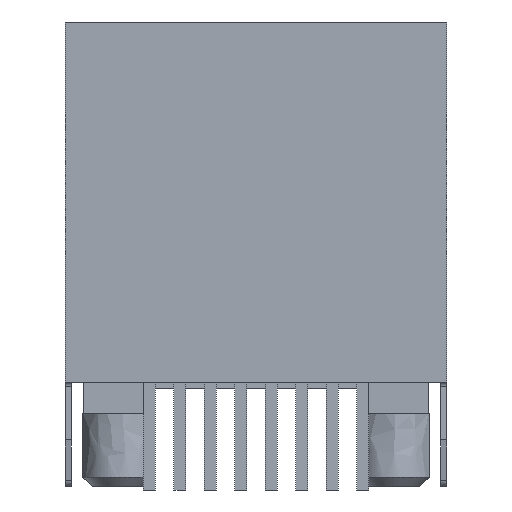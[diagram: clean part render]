
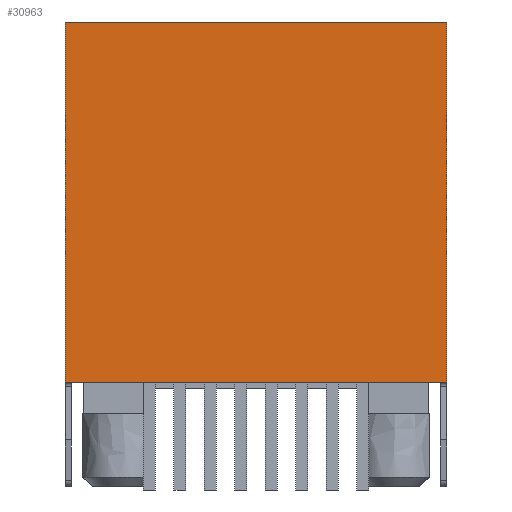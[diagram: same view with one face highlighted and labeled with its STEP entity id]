
A CAD part, front view. The second image highlights one B-rep face of the part: STEP entity #30963.
In plain terms, the highlighted planar face has unit normal (0, -1, 0).
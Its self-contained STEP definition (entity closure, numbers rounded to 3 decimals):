
#22166 = PLANE('',#22167);
#22167 = AXIS2_PLACEMENT_3D('',#22168,#22169,#22170);
#22168 = CARTESIAN_POINT('',(-0.385,-2.985,-14.75));
#22169 = DIRECTION('',(0.,0.,1.));
#22170 = DIRECTION('',(0.936,0.353,0.));
#22313 = VERTEX_POINT('',#22314);
#22314 = CARTESIAN_POINT('',(7.565,-5.985,-14.75));
#22328 = PLANE('',#22329);
#22329 = AXIS2_PLACEMENT_3D('',#22330,#22331,#22332);
#22330 = CARTESIAN_POINT('',(7.565,0.665,-9.425));
#22331 = DIRECTION('',(1.,0.,0.));
#22332 = DIRECTION('',(0.,0.566,-0.824));
#22340 = EDGE_CURVE('',#22313,#22341,#22343,.T.);
#22341 = VERTEX_POINT('',#22342);
#22342 = CARTESIAN_POINT('',(-8.335,-5.985,-14.75));
#22343 = SURFACE_CURVE('',#22344,(#22348,#22355),.PCURVE_S1.);
#22344 = LINE('',#22345,#22346);
#22345 = CARTESIAN_POINT('',(7.565,-5.985,-14.75));
#22346 = VECTOR('',#22347,1.);
#22347 = DIRECTION('',(-1.,0.,0.));
#22348 = PCURVE('',#22166,#22349);
#22349 = DEFINITIONAL_REPRESENTATION('',(#22350),#22354);
#22350 = LINE('',#22351,#22352);
#22351 = CARTESIAN_POINT('',(6.379,-5.614));
#22352 = VECTOR('',#22353,1.);
#22353 = DIRECTION('',(-0.936,0.353));
#22354 = ( GEOMETRIC_REPRESENTATION_CONTEXT(2) 
PARAMETRIC_REPRESENTATION_CONTEXT() REPRESENTATION_CONTEXT('2D SPACE',''
  ) );
#22355 = PCURVE('',#22356,#22361);
#22356 = PLANE('',#22357);
#22357 = AXIS2_PLACEMENT_3D('',#22358,#22359,#22360);
#22358 = CARTESIAN_POINT('',(-0.385,-5.985,-7.25));
#22359 = DIRECTION('',(0.,-1.,0.));
#22360 = DIRECTION('',(0.727,0.,-0.686));
#22361 = DEFINITIONAL_REPRESENTATION('',(#22362),#22366);
#22362 = LINE('',#22363,#22364);
#22363 = CARTESIAN_POINT('',(10.929,0.));
#22364 = VECTOR('',#22365,1.);
#22365 = DIRECTION('',(-0.727,-0.686));
#22366 = ( GEOMETRIC_REPRESENTATION_CONTEXT(2) 
PARAMETRIC_REPRESENTATION_CONTEXT() REPRESENTATION_CONTEXT('2D SPACE',''
  ) );
#22382 = PLANE('',#22383);
#22383 = AXIS2_PLACEMENT_3D('',#22384,#22385,#22386);
#22384 = CARTESIAN_POINT('',(-8.335,0.665,-9.425));
#22385 = DIRECTION('',(-1.,0.,0.));
#22386 = DIRECTION('',(0.,0.566,0.824));
#22792 = EDGE_CURVE('',#22793,#22341,#22795,.T.);
#22793 = VERTEX_POINT('',#22794);
#22794 = CARTESIAN_POINT('',(-8.335,-5.985,0.25));
#22795 = SURFACE_CURVE('',#22796,(#22800,#22807),.PCURVE_S1.);
#22796 = LINE('',#22797,#22798);
#22797 = CARTESIAN_POINT('',(-8.335,-5.985,0.25));
#22798 = VECTOR('',#22799,1.);
#22799 = DIRECTION('',(0.,0.,-1.));
#22800 = PCURVE('',#22382,#22801);
#22801 = DEFINITIONAL_REPRESENTATION('',(#22802),#22806);
#22802 = LINE('',#22803,#22804);
#22803 = CARTESIAN_POINT('',(4.206,-10.961));
#22804 = VECTOR('',#22805,1.);
#22805 = DIRECTION('',(-0.824,0.566));
#22806 = ( GEOMETRIC_REPRESENTATION_CONTEXT(2) 
PARAMETRIC_REPRESENTATION_CONTEXT() REPRESENTATION_CONTEXT('2D SPACE',''
  ) );
#22807 = PCURVE('',#22356,#22808);
#22808 = DEFINITIONAL_REPRESENTATION('',(#22809),#22813);
#22809 = LINE('',#22810,#22811);
#22810 = CARTESIAN_POINT('',(-10.929,0.));
#22811 = VECTOR('',#22812,1.);
#22812 = DIRECTION('',(0.686,-0.727));
#22813 = ( GEOMETRIC_REPRESENTATION_CONTEXT(2) 
PARAMETRIC_REPRESENTATION_CONTEXT() REPRESENTATION_CONTEXT('2D SPACE',''
  ) );
#22831 = PLANE('',#22832);
#22832 = AXIS2_PLACEMENT_3D('',#22833,#22834,#22835);
#22833 = CARTESIAN_POINT('',(-0.385,0.665,0.25));
#22834 = DIRECTION('',(0.,0.,1.));
#22835 = DIRECTION('',(0.767,0.642,0.));
#25123 = EDGE_CURVE('',#25124,#22793,#25126,.T.);
#25124 = VERTEX_POINT('',#25125);
#25125 = CARTESIAN_POINT('',(7.565,-5.985,0.25));
#25126 = SURFACE_CURVE('',#25127,(#25131,#25138),.PCURVE_S1.);
#25127 = LINE('',#25128,#25129);
#25128 = CARTESIAN_POINT('',(7.565,-5.985,0.25));
#25129 = VECTOR('',#25130,1.);
#25130 = DIRECTION('',(-1.,0.,0.));
#25131 = PCURVE('',#22831,#25132);
#25132 = DEFINITIONAL_REPRESENTATION('',(#25133),#25137);
#25133 = LINE('',#25134,#25135);
#25134 = CARTESIAN_POINT('',(1.831,-10.202));
#25135 = VECTOR('',#25136,1.);
#25136 = DIRECTION('',(-0.767,0.642));
#25137 = ( GEOMETRIC_REPRESENTATION_CONTEXT(2) 
PARAMETRIC_REPRESENTATION_CONTEXT() REPRESENTATION_CONTEXT('2D SPACE',''
  ) );
#25138 = PCURVE('',#22356,#25139);
#25139 = DEFINITIONAL_REPRESENTATION('',(#25140),#25144);
#25140 = LINE('',#25141,#25142);
#25141 = CARTESIAN_POINT('',(0.636,10.911));
#25142 = VECTOR('',#25143,1.);
#25143 = DIRECTION('',(-0.727,-0.686));
#25144 = ( GEOMETRIC_REPRESENTATION_CONTEXT(2) 
PARAMETRIC_REPRESENTATION_CONTEXT() REPRESENTATION_CONTEXT('2D SPACE',''
  ) );
#30848 = EDGE_CURVE('',#25124,#22313,#30849,.T.);
#30849 = SURFACE_CURVE('',#30850,(#30854,#30861),.PCURVE_S1.);
#30850 = LINE('',#30851,#30852);
#30851 = CARTESIAN_POINT('',(7.565,-5.985,0.25));
#30852 = VECTOR('',#30853,1.);
#30853 = DIRECTION('',(0.,0.,-1.));
#30854 = PCURVE('',#22328,#30855);
#30855 = DEFINITIONAL_REPRESENTATION('',(#30856),#30860);
#30856 = LINE('',#30857,#30858);
#30857 = CARTESIAN_POINT('',(-11.74,0.));
#30858 = VECTOR('',#30859,1.);
#30859 = DIRECTION('',(0.824,-0.566));
#30860 = ( GEOMETRIC_REPRESENTATION_CONTEXT(2) 
PARAMETRIC_REPRESENTATION_CONTEXT() REPRESENTATION_CONTEXT('2D SPACE',''
  ) );
#30861 = PCURVE('',#22356,#30862);
#30862 = DEFINITIONAL_REPRESENTATION('',(#30863),#30867);
#30863 = LINE('',#30864,#30865);
#30864 = CARTESIAN_POINT('',(0.636,10.911));
#30865 = VECTOR('',#30866,1.);
#30866 = DIRECTION('',(0.686,-0.727));
#30867 = ( GEOMETRIC_REPRESENTATION_CONTEXT(2) 
PARAMETRIC_REPRESENTATION_CONTEXT() REPRESENTATION_CONTEXT('2D SPACE',''
  ) );
#30963 = ADVANCED_FACE('',(#30964),#22356,.T.);
#30964 = FACE_BOUND('',#30965,.T.);
#30965 = EDGE_LOOP('',(#30966,#30967,#30968,#30969));
#30966 = ORIENTED_EDGE('',*,*,#22792,.T.);
#30967 = ORIENTED_EDGE('',*,*,#22340,.F.);
#30968 = ORIENTED_EDGE('',*,*,#30848,.F.);
#30969 = ORIENTED_EDGE('',*,*,#25123,.T.);
